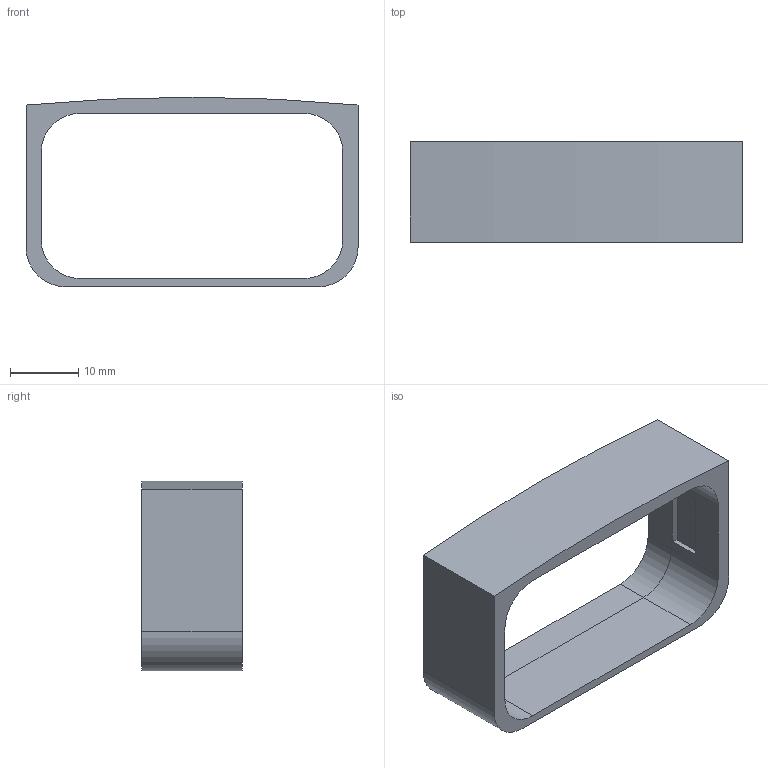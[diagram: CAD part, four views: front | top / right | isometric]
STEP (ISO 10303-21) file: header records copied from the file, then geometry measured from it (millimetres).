
FILE_DESCRIPTION(/* description */ (''),/* implementation_level */ '2;1');
FILE_NAME(/* name */ 'Display Sheath no USB.step',/* time_stamp */ '2025-07-25T15:59:10+10:00',/* author */ (''),/* organization */ (''),/* preprocessor_version */ 'ST-DEVELOPER v20.1',/* originating_system */ 'Autodesk Translation Framework v14.10.0.0',/* authorisation */ '');
FILE_SCHEMA (('AUTOMOTIVE_DESIGN { 1 0 10303 214 3 1 1 }'));
Length unit declared in the file: millimetre
Products named in the file (1): Inv Sheath No USB
Bounding box: 48.5 x 14.7 x 27.68 mm (x, y, z)
Volume: 3745.9 mm3; surface area: 4603.5 mm2
Topology: 1 solids, 1 shells, 34 faces, 92 edges, 60 vertices
Faces by surface type: plane 25, cylinder 9
Entity records: 1099 total; most frequent: CARTESIAN_POINT 187, ORIENTED_EDGE 184, DIRECTION 180, EDGE_CURVE 92, LINE 74, VECTOR 74, VERTEX_POINT 60, AXIS2_PLACEMENT_3D 53
